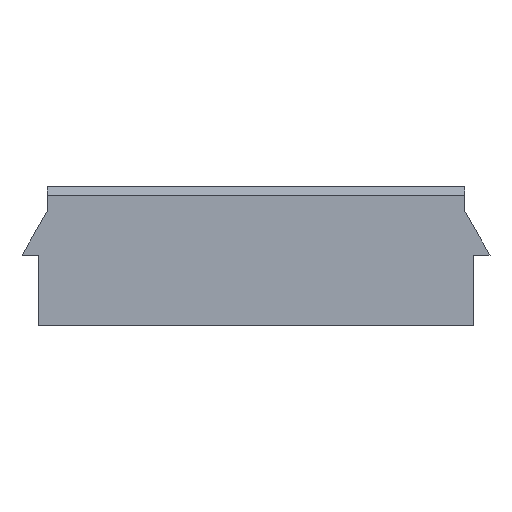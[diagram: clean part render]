
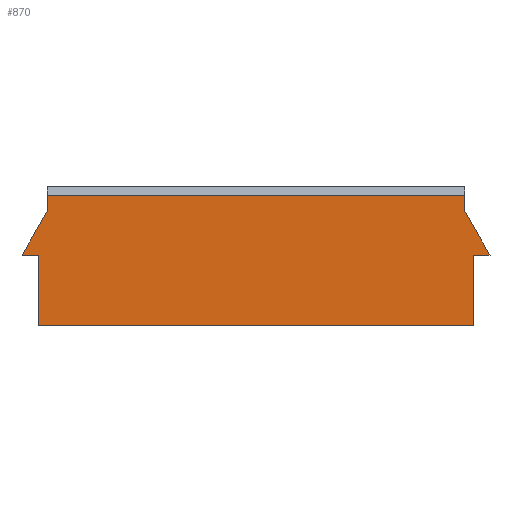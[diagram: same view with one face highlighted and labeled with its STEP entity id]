
A CAD part, left-side view. The second image highlights one B-rep face of the part: STEP entity #870.
In plain terms, the highlighted planar face has unit normal (-1, 0, 0).
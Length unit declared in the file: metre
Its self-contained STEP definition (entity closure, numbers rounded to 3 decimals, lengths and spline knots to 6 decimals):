
#146=ORIENTED_EDGE('',*,*,#356,.T.);
#147=ORIENTED_EDGE('',*,*,#363,.T.);
#148=ORIENTED_EDGE('',*,*,#357,.F.);
#149=ORIENTED_EDGE('',*,*,#362,.F.);
#150=ORIENTED_EDGE('',*,*,#299,.T.);
#151=ORIENTED_EDGE('',*,*,#328,.T.);
#152=ORIENTED_EDGE('',*,*,#364,.T.);
#153=ORIENTED_EDGE('',*,*,#318,.F.);
#154=ORIENTED_EDGE('',*,*,#287,.T.);
#155=ORIENTED_EDGE('',*,*,#354,.T.);
#287=EDGE_CURVE('',#414,#413,#495,.T.);
#299=EDGE_CURVE('',#426,#425,#507,.T.);
#318=EDGE_CURVE('',#414,#440,#526,.T.);
#328=EDGE_CURVE('',#425,#447,#536,.T.);
#354=EDGE_CURVE('',#413,#463,#562,.T.);
#356=EDGE_CURVE('',#463,#464,#564,.T.);
#357=EDGE_CURVE('',#465,#466,#565,.T.);
#362=EDGE_CURVE('',#426,#465,#570,.T.);
#363=EDGE_CURVE('',#464,#466,#571,.T.);
#364=EDGE_CURVE('',#447,#440,#572,.T.);
#413=VERTEX_POINT('',#1208);
#414=VERTEX_POINT('',#1210);
#425=VERTEX_POINT('',#1233);
#426=VERTEX_POINT('',#1235);
#440=VERTEX_POINT('',#1271);
#447=VERTEX_POINT('',#1289);
#463=VERTEX_POINT('',#1340);
#464=VERTEX_POINT('',#1344);
#465=VERTEX_POINT('',#1348);
#466=VERTEX_POINT('',#1349);
#495=LINE('',#1209,#613);
#507=LINE('',#1234,#625);
#526=LINE('',#1270,#644);
#536=LINE('',#1290,#654);
#562=LINE('',#1341,#680);
#564=LINE('',#1345,#682);
#565=LINE('',#1347,#683);
#570=LINE('',#1356,#688);
#571=LINE('',#1358,#689);
#572=LINE('',#1359,#690);
#613=VECTOR('',#978,1.);
#625=VECTOR('',#992,1.);
#644=VECTOR('',#1017,1.);
#654=VECTOR('',#1031,1.);
#680=VECTOR('',#1075,1.);
#682=VECTOR('',#1079,1.);
#683=VECTOR('',#1082,1.);
#688=VECTOR('',#1089,1.);
#689=VECTOR('',#1092,1.);
#690=VECTOR('',#1093,1.);
#742=EDGE_LOOP('',(#146,#147,#148,#149,#150,#151,#152,#153,#154,#155));
#786=FACE_BOUND('',#742,.T.);
#830=PLANE('',#929);
#870=ADVANCED_FACE('',(#786),#830,.T.);
#929=AXIS2_PLACEMENT_3D('',#1357,#1090,#1091);
#978=DIRECTION('',(0.,-1.,0.));
#992=DIRECTION('',(0.,-1.,0.));
#1017=DIRECTION('',(0.,0.,-1.));
#1031=DIRECTION('',(0.,0.,-1.));
#1075=DIRECTION('',(0.,0.5,0.866));
#1079=DIRECTION('',(0.,0.,1.));
#1082=DIRECTION('',(0.,0.,1.));
#1089=DIRECTION('',(0.,-0.5,0.866));
#1090=DIRECTION('',(-1.,0.,0.));
#1091=DIRECTION('',(0.,-1.,0.));
#1092=DIRECTION('',(0.,1.,0.));
#1093=DIRECTION('',(0.,-1.,0.));
#1208=CARTESIAN_POINT('',(-0.04,-0.013327,0.0071));
#1209=CARTESIAN_POINT('',(-0.04,0.012913,0.0071));
#1210=CARTESIAN_POINT('',(-0.04,-0.0124,0.0071));
#1233=CARTESIAN_POINT('',(-0.04,0.0124,0.0071));
#1234=CARTESIAN_POINT('',(-0.04,0.012913,0.0071));
#1235=CARTESIAN_POINT('',(-0.04,0.013327,0.0071));
#1270=CARTESIAN_POINT('',(-0.04,-0.0124,0.0056));
#1271=CARTESIAN_POINT('',(-0.04,-0.0124,0.0031));
#1289=CARTESIAN_POINT('',(-0.04,0.0124,0.0031));
#1290=CARTESIAN_POINT('',(-0.04,0.0124,0.0056));
#1340=CARTESIAN_POINT('',(-0.04,-0.0119,0.009571));
#1341=CARTESIAN_POINT('',(-0.04,-0.012613,0.008336));
#1344=CARTESIAN_POINT('',(-0.04,-0.0119,0.0105));
#1345=CARTESIAN_POINT('',(-0.04,-0.0119,0.010286));
#1347=CARTESIAN_POINT('',(-0.04,0.0119,0.010286));
#1348=CARTESIAN_POINT('',(-0.04,0.0119,0.009571));
#1349=CARTESIAN_POINT('',(-0.04,0.0119,0.0105));
#1356=CARTESIAN_POINT('',(-0.04,0.012613,0.008336));
#1357=CARTESIAN_POINT('',(-0.04,0.,0.0055));
#1358=CARTESIAN_POINT('',(-0.04,0.,0.0105));
#1359=CARTESIAN_POINT('',(-0.04,0.,0.0031));
